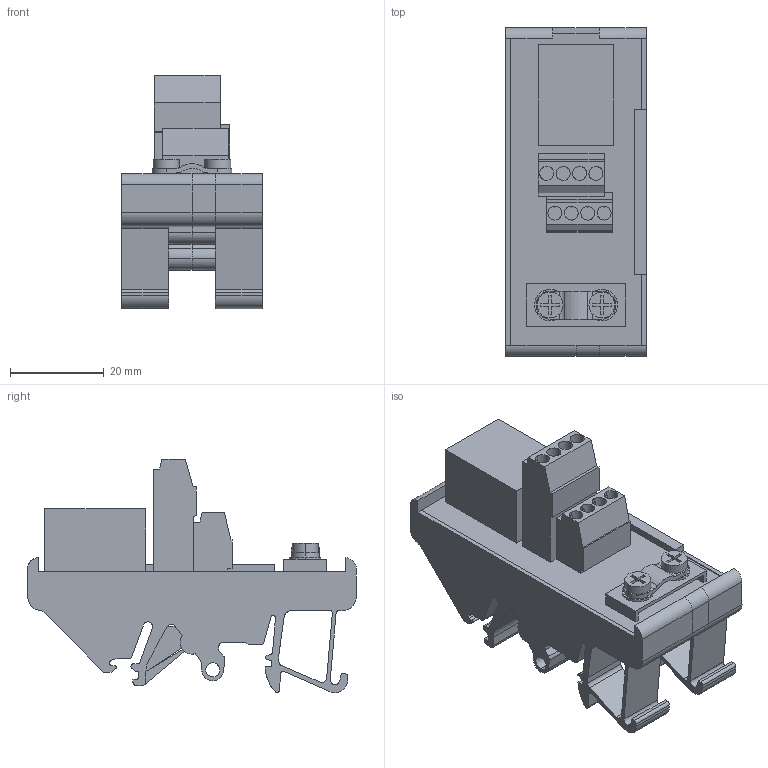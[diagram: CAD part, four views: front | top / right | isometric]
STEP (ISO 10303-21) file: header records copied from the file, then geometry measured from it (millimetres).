
FILE_DESCRIPTION(('CATIA V5R22 STEP214','CAx-IF Rec.Pracs.--- Model Styling and Organization---1.4--- 2014-01-23'),'2;1');
FILE_NAME ('D1464329_1', '2022-10-25T09:08:02+00:00', ('Weidmueller Interface'), ('Weidmueller'), 'CATIA Version 5-6 Release 2016 SP3 HF44', 'CATIA V5 STEP AP214', 'none');
FILE_SCHEMA(('AUTOMOTIVE_DESIGN { 1 0 10303 214 1 1 1 1 }'));
Length unit declared in the file: millimetre
Products named in the file (1): 8611320000_RS RJ45
Bounding box: 30 x 70 x 49.65 mm (x, y, z)
Volume: 23517.1 mm3; surface area: 21990.9 mm2
Topology: 1 solids, 4 shells, 524 faces, 1464 edges, 962 vertices
Faces by surface type: plane 309, cylinder 211, bspline 4
Entity records: 18542 total; most frequent: CARTESIAN_POINT 4804, ORIENTED_EDGE 2928, DIRECTION 2341, EDGE_CURVE 1464, VECTOR 1018, LINE 1018, VERTEX_POINT 962, AXIS2_PLACEMENT_3D 804
